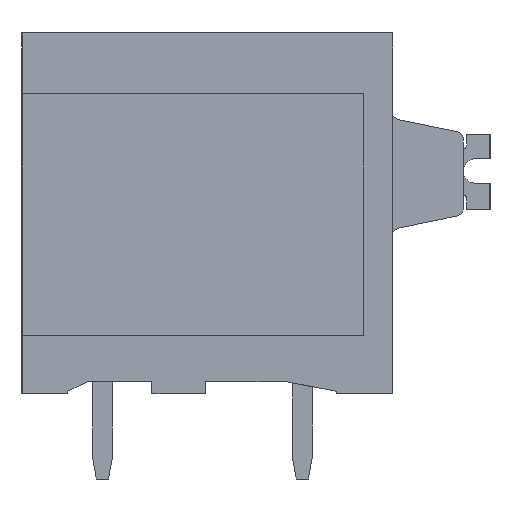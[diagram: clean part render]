
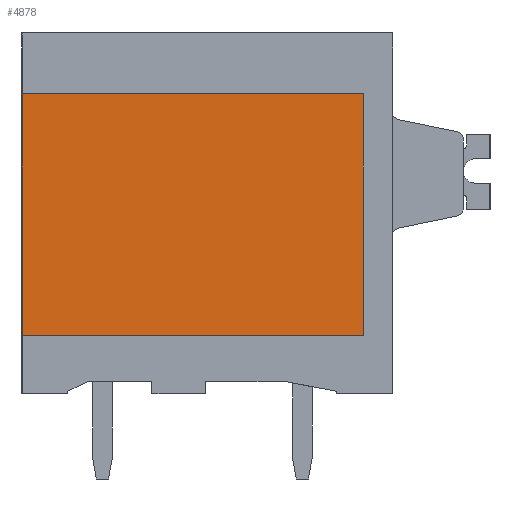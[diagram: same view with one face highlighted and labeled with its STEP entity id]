
A CAD part, left-side view. The second image highlights one B-rep face of the part: STEP entity #4878.
In plain terms, the highlighted planar face has unit normal (-1, 0, 0).
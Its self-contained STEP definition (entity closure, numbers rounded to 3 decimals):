
#4858=AXIS2_PLACEMENT_3D('Plane Axis2P3D',#4855,#4856,#4857) ;
#951=CARTESIAN_POINT('Vertex',(1.1,19.2,5.9)) ;
#954=CARTESIAN_POINT('Line Origine',(1.1,19.2,10.85)) ;
#958=CARTESIAN_POINT('Vertex',(1.1,19.2,15.8)) ;
#4839=CARTESIAN_POINT('Vertex',(1.1,5.2,5.9)) ;
#4842=CARTESIAN_POINT('Line Origine',(1.1,12.2,5.9)) ;
#4855=CARTESIAN_POINT('Axis2P3D Location',(1.1,0.,0.)) ;
#4860=CARTESIAN_POINT('Line Origine',(1.1,5.2,10.85)) ;
#4864=CARTESIAN_POINT('Vertex',(1.1,5.2,15.8)) ;
#4867=CARTESIAN_POINT('Line Origine',(1.1,12.2,15.8)) ;
#955=DIRECTION('Vector Direction',(0.,0.,1.)) ;
#4843=DIRECTION('Vector Direction',(0.,1.,0.)) ;
#4856=DIRECTION('Axis2P3D Direction',(-1.,0.,0.)) ;
#4857=DIRECTION('Axis2P3D XDirection',(0.,-1.,0.)) ;
#4861=DIRECTION('Vector Direction',(0.,0.,1.)) ;
#4868=DIRECTION('Vector Direction',(0.,1.,0.)) ;
#956=VECTOR('Line Direction',#955,1.) ;
#4844=VECTOR('Line Direction',#4843,1.) ;
#4862=VECTOR('Line Direction',#4861,1.) ;
#4869=VECTOR('Line Direction',#4868,1.) ;
#4873=ORIENTED_EDGE('',*,*,#4846,.F.) ;
#4874=ORIENTED_EDGE('',*,*,#4866,.T.) ;
#4875=ORIENTED_EDGE('',*,*,#4871,.T.) ;
#4876=ORIENTED_EDGE('',*,*,#960,.F.) ;
#4878=ADVANCED_FACE('_LMF 5.08/21/90 3.5SN OR BX 1330920000',(#4877),#4859,.T.) ;
#960=EDGE_CURVE('',#952,#959,#957,.T.) ;
#4846=EDGE_CURVE('',#4840,#952,#4845,.T.) ;
#4866=EDGE_CURVE('',#4840,#4865,#4863,.T.) ;
#4871=EDGE_CURVE('',#4865,#959,#4870,.T.) ;
#4872=EDGE_LOOP('',(#4873,#4874,#4875,#4876)) ;
#4877=FACE_OUTER_BOUND('',#4872,.T.) ;
#957=LINE('Line',#954,#956) ;
#4845=LINE('Line',#4842,#4844) ;
#4863=LINE('Line',#4860,#4862) ;
#4870=LINE('Line',#4867,#4869) ;
#4859=PLANE('',#4858) ;
#952=VERTEX_POINT('',#951) ;
#959=VERTEX_POINT('',#958) ;
#4840=VERTEX_POINT('',#4839) ;
#4865=VERTEX_POINT('',#4864) ;
